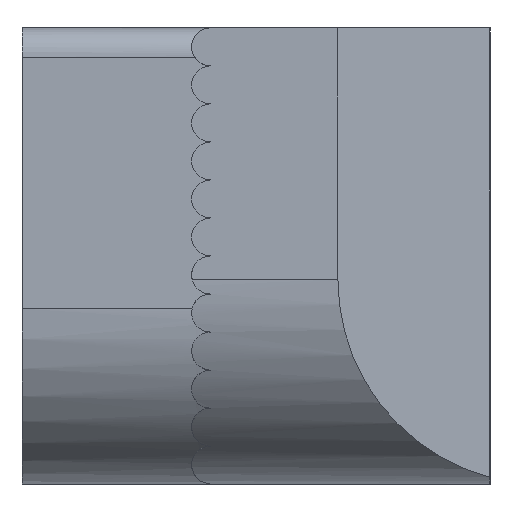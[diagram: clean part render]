
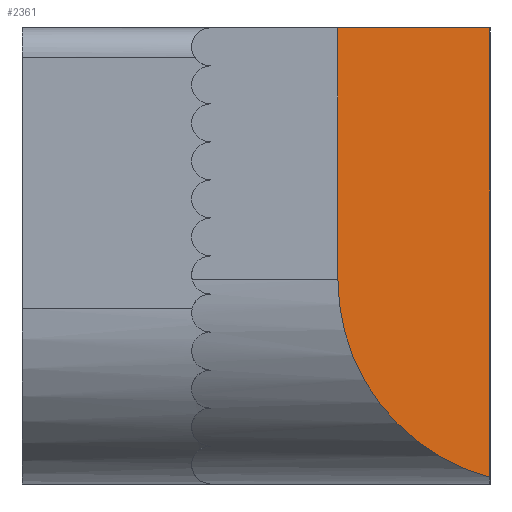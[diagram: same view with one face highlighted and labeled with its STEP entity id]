
A CAD part, left-side view. The second image highlights one B-rep face of the part: STEP entity #2361.
In plain terms, the highlighted planar face has unit normal (-0.707, -0.707, 0).
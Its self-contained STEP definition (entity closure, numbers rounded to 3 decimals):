
#5 = EDGE_CURVE ( 'NONE', #2018, #2618, #2477, .T. ) ;
#167 = VECTOR ( 'NONE', #2322, 1000. ) ;
#178 = CARTESIAN_POINT ( 'NONE',  ( -9.5, -2.5, 3.9 ) ) ;
#195 = ORIENTED_EDGE ( 'NONE', *, *, #5, .F. ) ;
#200 = CARTESIAN_POINT ( 'NONE',  ( -9.5, -2.5, -0.4 ) ) ;
#234 = ORIENTED_EDGE ( 'NONE', *, *, #2035, .F. ) ;
#296 =( BOUNDED_CURVE ( )  B_SPLINE_CURVE ( 3, ( #200, #1945, #1971, #1490 ),
 .UNSPECIFIED., .F., .F. ) 
 B_SPLINE_CURVE_WITH_KNOTS ( ( 4, 4 ),
 ( 0., 1.311 ),
 .UNSPECIFIED. ) 
 CURVE ( )  GEOMETRIC_REPRESENTATION_ITEM ( )  RATIONAL_B_SPLINE_CURVE ( ( 1., 0.862, 0.862, 1. ) ) 
 REPRESENTATION_ITEM ( '' )  );
#388 = EDGE_CURVE ( 'NONE', #2729, #1707, #296, .T. ) ;
#474 = CARTESIAN_POINT ( 'NONE',  ( -9.5, -2.5, 3.9 ) ) ;
#601 = PLANE ( 'NONE',  #1905 ) ;
#793 = CARTESIAN_POINT ( 'NONE',  ( -9.5, -2.5, 3.9 ) ) ;
#1031 = DIRECTION ( 'NONE',  ( 0.707, 0.707, 0. ) ) ;
#1175 = ORIENTED_EDGE ( 'NONE', *, *, #2577, .T. ) ;
#1319 = CARTESIAN_POINT ( 'NONE',  ( -9.5, -2.5, 3.9 ) ) ;
#1406 = CARTESIAN_POINT ( 'NONE',  ( -9.5, -2.5, -0.4 ) ) ;
#1443 = LINE ( 'NONE', #1785, #1467 ) ;
#1467 = VECTOR ( 'NONE', #2017, 1000. ) ;
#1490 = CARTESIAN_POINT ( 'NONE',  ( -6.9, -5.1, -3.782 ) ) ;
#1707 = VERTEX_POINT ( 'NONE', #2321 ) ;
#1724 = FACE_OUTER_BOUND ( 'NONE', #2387, .T. ) ;
#1785 = CARTESIAN_POINT ( 'NONE',  ( -6.9, -5.1, 3.9 ) ) ;
#1905 = AXIS2_PLACEMENT_3D ( 'NONE', #178, #1031, #2598 ) ;
#1945 = CARTESIAN_POINT ( 'NONE',  ( -9.5, -2.5, -2.05 ) ) ;
#1947 = LINE ( 'NONE', #474, #1979 ) ;
#1971 = CARTESIAN_POINT ( 'NONE',  ( -8.494, -3.506, -3.358 ) ) ;
#1979 = VECTOR ( 'NONE', #2252, 1000. ) ;
#2017 = DIRECTION ( 'NONE',  ( 0., 0., -1. ) ) ;
#2018 = VERTEX_POINT ( 'NONE', #1319 ) ;
#2035 = EDGE_CURVE ( 'NONE', #2618, #1707, #1443, .T. ) ;
#2050 = CARTESIAN_POINT ( 'NONE',  ( -6.9, -5.1, 3.9 ) ) ;
#2252 = DIRECTION ( 'NONE',  ( 0., 0., -1. ) ) ;
#2321 = CARTESIAN_POINT ( 'NONE',  ( -6.9, -5.1, -3.782 ) ) ;
#2322 = DIRECTION ( 'NONE',  ( 0.707, -0.707, 0. ) ) ;
#2361 = ADVANCED_FACE ( 'NONE', ( #1724 ), #601, .F. ) ;
#2387 = EDGE_LOOP ( 'NONE', ( #1175, #2569, #234, #195 ) ) ;
#2477 = LINE ( 'NONE', #793, #167 ) ;
#2569 = ORIENTED_EDGE ( 'NONE', *, *, #388, .T. ) ;
#2577 = EDGE_CURVE ( 'NONE', #2018, #2729, #1947, .T. ) ;
#2598 = DIRECTION ( 'NONE',  ( -0.707, 0.707, 0. ) ) ;
#2618 = VERTEX_POINT ( 'NONE', #2050 ) ;
#2729 = VERTEX_POINT ( 'NONE', #1406 ) ;
